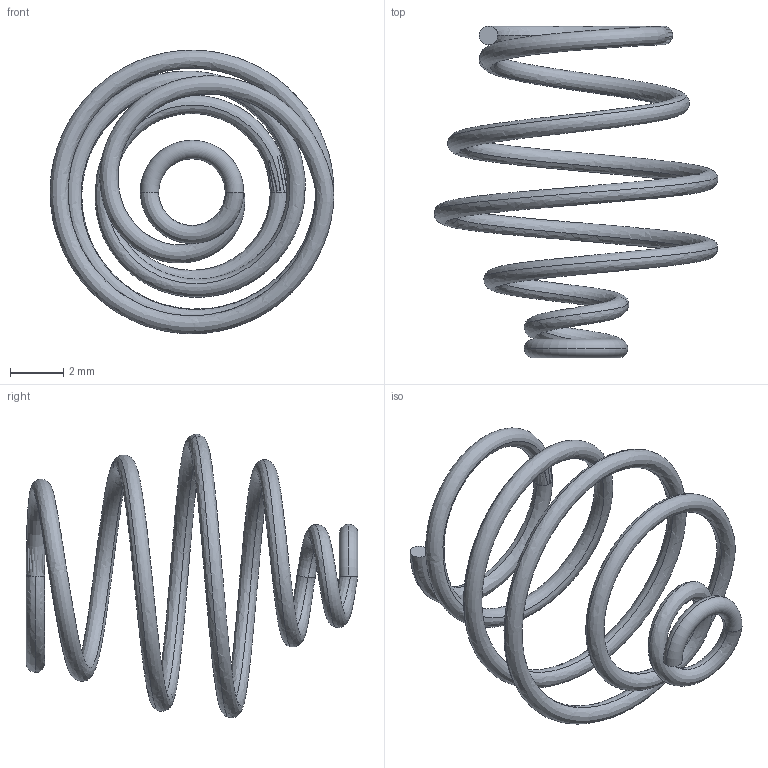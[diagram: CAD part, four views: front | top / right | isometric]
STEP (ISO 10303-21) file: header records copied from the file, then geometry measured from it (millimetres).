
FILE_DESCRIPTION (( 'STEP AP214' ), '1' );
FILE_NAME ('BCAA.STEP', '2019-12-03T18:53:42', ( '' ), ( '' ), 'SwSTEP 2.0', 'SolidWorks 2017', '' );
FILE_SCHEMA (( 'AUTOMOTIVE_DESIGN' ));
Length unit declared in the file: millimetre
Products named in the file (1): BCAA
Bounding box: 10.69 x 12.5 x 10.69 mm (x, y, z)
Volume: 48.5 mm3; surface area: 279 mm2
Topology: 1 solids, 1 shells, 11 faces, 35 edges, 26 vertices
Faces by surface type: bspline 6, plane 3, torus 2
Entity records: 4149 total; most frequent: CARTESIAN_POINT 3849, ORIENTED_EDGE 70, DIRECTION 36, EDGE_CURVE 35, VERTEX_POINT 26, B_SPLINE_CURVE_WITH_KNOTS 23, AXIS2_PLACEMENT_3D 18, CIRCLE 12
